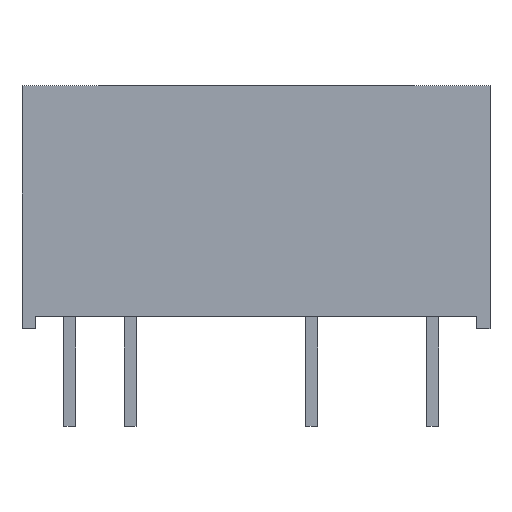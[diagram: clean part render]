
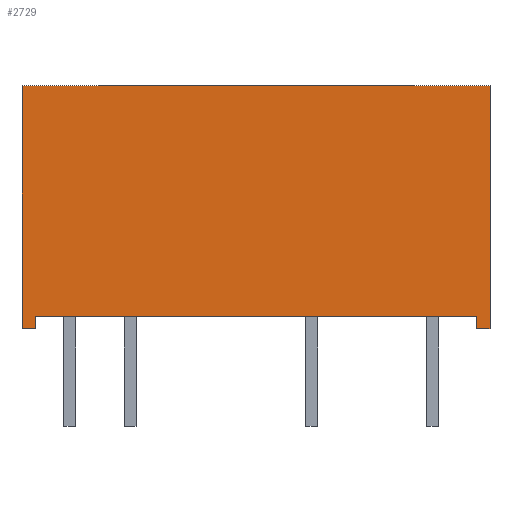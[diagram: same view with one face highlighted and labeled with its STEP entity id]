
A CAD part, top view. The second image highlights one B-rep face of the part: STEP entity #2729.
In plain terms, the highlighted planar face has unit normal (0, 0, 1).
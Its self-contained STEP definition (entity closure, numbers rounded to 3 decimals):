
#211=FACE_OUTER_BOUND('',#364,.T.);
#364=EDGE_LOOP('',(#2242,#2243,#2244,#2245,#2246,#2247,#2248,#2249));
#633=LINE('',#4367,#966);
#656=LINE('',#4420,#989);
#658=LINE('',#4424,#991);
#660=LINE('',#4427,#993);
#661=LINE('',#4431,#994);
#663=LINE('',#4435,#996);
#665=LINE('',#4439,#998);
#667=LINE('',#4442,#1000);
#966=VECTOR('',#3616,1.);
#989=VECTOR('',#3665,1.);
#991=VECTOR('',#3669,1.);
#993=VECTOR('',#3673,1.);
#994=VECTOR('',#3678,1.);
#996=VECTOR('',#3682,1.);
#998=VECTOR('',#3686,1.);
#1000=VECTOR('',#3690,1.);
#1236=VERTEX_POINT('',#4364);
#1237=VERTEX_POINT('',#4366);
#1253=VERTEX_POINT('',#4417);
#1254=VERTEX_POINT('',#4419);
#1255=VERTEX_POINT('',#4423);
#1256=VERTEX_POINT('',#4430);
#1257=VERTEX_POINT('',#4434);
#1258=VERTEX_POINT('',#4438);
#1561=EDGE_CURVE('',#1237,#1236,#633,.T.);
#1584=EDGE_CURVE('',#1254,#1253,#656,.T.);
#1586=EDGE_CURVE('',#1255,#1254,#658,.T.);
#1588=EDGE_CURVE('',#1236,#1255,#660,.T.);
#1589=EDGE_CURVE('',#1256,#1237,#661,.T.);
#1591=EDGE_CURVE('',#1257,#1256,#663,.T.);
#1593=EDGE_CURVE('',#1258,#1257,#665,.T.);
#1595=EDGE_CURVE('',#1253,#1258,#667,.T.);
#2242=ORIENTED_EDGE('',*,*,#1595,.T.);
#2243=ORIENTED_EDGE('',*,*,#1593,.T.);
#2244=ORIENTED_EDGE('',*,*,#1591,.T.);
#2245=ORIENTED_EDGE('',*,*,#1589,.T.);
#2246=ORIENTED_EDGE('',*,*,#1561,.T.);
#2247=ORIENTED_EDGE('',*,*,#1588,.T.);
#2248=ORIENTED_EDGE('',*,*,#1586,.T.);
#2249=ORIENTED_EDGE('',*,*,#1584,.T.);
#2469=PLANE('',#3102);
#2729=ADVANCED_FACE('',(#211),#2469,.T.);
#3102=AXIS2_PLACEMENT_3D('',#4443,#3691,#3692);
#3616=DIRECTION('',(-1.,0.,0.));
#3665=DIRECTION('',(0.,1.,0.));
#3669=DIRECTION('',(1.,0.,0.));
#3673=DIRECTION('',(0.,-1.,0.));
#3678=DIRECTION('',(0.,1.,0.));
#3682=DIRECTION('',(1.,0.,0.));
#3686=DIRECTION('',(0.,-1.,0.));
#3690=DIRECTION('',(1.,0.,0.));
#3691=DIRECTION('center_axis',(0.,0.,1.));
#3692=DIRECTION('ref_axis',(1.,0.,0.));
#4364=CARTESIAN_POINT('',(-9.825,9.7,3.525));
#4366=CARTESIAN_POINT('',(9.825,9.7,3.525));
#4367=CARTESIAN_POINT('',(9.825,9.7,3.525));
#4417=CARTESIAN_POINT('',(-9.275,0.,3.525));
#4419=CARTESIAN_POINT('',(-9.275,-0.5,3.525));
#4420=CARTESIAN_POINT('',(-9.275,-0.5,3.525));
#4423=CARTESIAN_POINT('',(-9.825,-0.5,3.525));
#4424=CARTESIAN_POINT('',(-9.825,-0.5,3.525));
#4427=CARTESIAN_POINT('',(-9.825,9.7,3.525));
#4430=CARTESIAN_POINT('',(9.825,-0.5,3.525));
#4431=CARTESIAN_POINT('',(9.825,-0.5,3.525));
#4434=CARTESIAN_POINT('',(9.275,-0.5,3.525));
#4435=CARTESIAN_POINT('',(9.275,-0.5,3.525));
#4438=CARTESIAN_POINT('',(9.275,0.,3.525));
#4439=CARTESIAN_POINT('',(9.275,0.,3.525));
#4442=CARTESIAN_POINT('',(-9.275,0.,3.525));
#4443=CARTESIAN_POINT('Origin',(0.,4.673,3.525));
